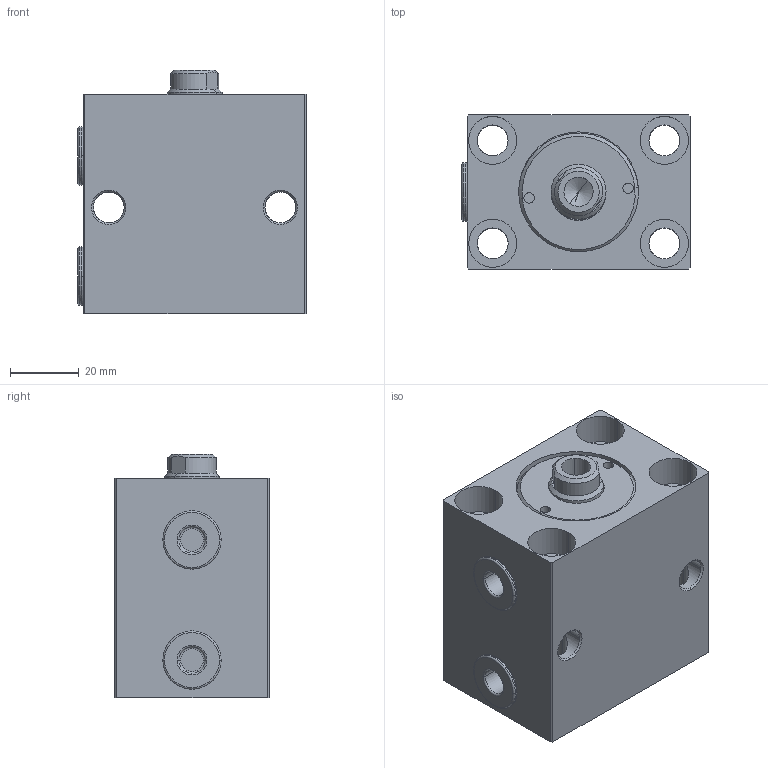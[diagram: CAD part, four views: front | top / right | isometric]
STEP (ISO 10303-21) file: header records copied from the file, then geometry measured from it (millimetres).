
FILE_DESCRIPTION (( 'STEP AP203' ), '1' );
FILE_NAME ('HBC-25DX20N邧雄詢揤蚐詰.STEP', '2019-04-23T03:49:46', ( 'User' ), ( 'china' ), 'SwSTEP 2.0', 'SolidWorks 2018', '' );
FILE_SCHEMA (( 'CONFIG_CONTROL_DESIGN' ));
Length unit declared in the file: millimetre
Products named in the file (5): 黑芛; ヶ裔; HBC-25DX20N邧雄詢揤蚐詰; 掛极20; 活塞杆20
Assembly tree (5 placements, depth 2):
  HBC-25DX20N邧雄詢揤蚐詰
    掛极20
    活塞杆20
    黑芛  x2
    ヶ裔
Bounding box: 66.5 x 45 x 71 mm (x, y, z)
Volume: 155968.2 mm3; surface area: 45917.6 mm2
Topology: 5 solids, 5 shells, 229 faces, 561 edges, 348 vertices
Faces by surface type: cylinder 136, plane 41, torus 28, cone 20, bspline 4
Entity records: 10507 total; most frequent: CARTESIAN_POINT 5263, ORIENTED_EDGE 1042, DIRECTION 963, EDGE_CURVE 521, AXIS2_PLACEMENT_3D 389, VERTEX_POINT 326, EDGE_LOOP 241, FACE_OUTER_BOUND 209
